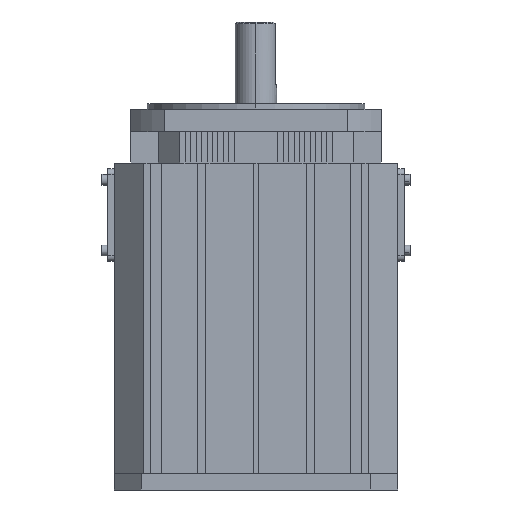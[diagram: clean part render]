
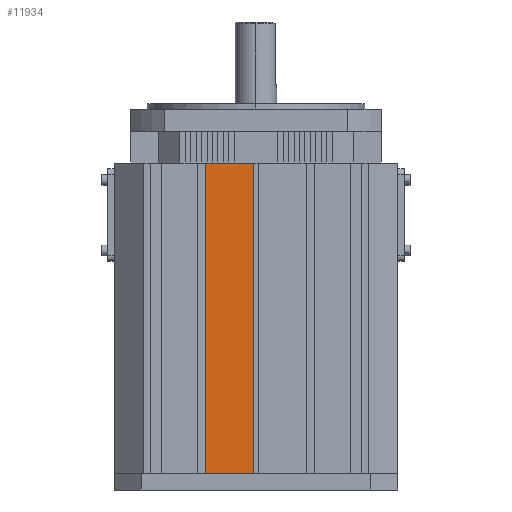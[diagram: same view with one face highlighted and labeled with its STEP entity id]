
A CAD part, front view. The second image highlights one B-rep face of the part: STEP entity #11934.
In plain terms, the highlighted planar face has unit normal (0, -1, 0).
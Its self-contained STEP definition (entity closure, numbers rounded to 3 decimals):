
#90 = VECTOR ( 'NONE', #10282, 1000. ) ;
#873 = LINE ( 'NONE', #13975, #9549 ) ;
#2669 = AXIS2_PLACEMENT_3D ( 'NONE', #16600, #25368, #18319 ) ;
#2950 = CARTESIAN_POINT ( 'NONE',  ( -2., -130.25, 0. ) ) ;
#3515 = LINE ( 'NONE', #16637, #90 ) ;
#6082 = VERTEX_POINT ( 'NONE', #24262 ) ;
#7073 = DIRECTION ( 'NONE',  ( 0., 0., 1. ) ) ;
#7723 = EDGE_LOOP ( 'NONE', ( #19150, #16074, #20760, #18652 ) ) ;
#9402 = CARTESIAN_POINT ( 'NONE',  ( -46., -130.25, 285. ) ) ;
#9412 = CARTESIAN_POINT ( 'NONE',  ( 0., -130.25, 0. ) ) ;
#9549 = VECTOR ( 'NONE', #24609, 1000. ) ;
#10282 = DIRECTION ( 'NONE',  ( 0., 0., 1. ) ) ;
#11263 = VERTEX_POINT ( 'NONE', #2950 ) ;
#11276 = LINE ( 'NONE', #9402, #26158 ) ;
#11494 = CARTESIAN_POINT ( 'NONE',  ( -46., -130.25, 285. ) ) ;
#11934 = ADVANCED_FACE ( 'NONE', ( #22914 ), #11993, .F. ) ;
#11993 = PLANE ( 'NONE',  #2669 ) ;
#13041 = EDGE_CURVE ( 'NONE', #23852, #24662, #11276, .T. ) ;
#13975 = CARTESIAN_POINT ( 'NONE',  ( 0., -130.25, 285. ) ) ;
#14553 = VECTOR ( 'NONE', #27418, 1000. ) ;
#16074 = ORIENTED_EDGE ( 'NONE', *, *, #28470, .T. ) ;
#16600 = CARTESIAN_POINT ( 'NONE',  ( 0., -130.25, 285. ) ) ;
#16637 = CARTESIAN_POINT ( 'NONE',  ( -2., -130.25, 285. ) ) ;
#18319 = DIRECTION ( 'NONE',  ( 0., 0., 1. ) ) ;
#18652 = ORIENTED_EDGE ( 'NONE', *, *, #22016, .F. ) ;
#19150 = ORIENTED_EDGE ( 'NONE', *, *, #13041, .F. ) ;
#20760 = ORIENTED_EDGE ( 'NONE', *, *, #27104, .T. ) ;
#20780 = LINE ( 'NONE', #9412, #14553 ) ;
#22016 = EDGE_CURVE ( 'NONE', #24662, #6082, #873, .T. ) ;
#22914 = FACE_OUTER_BOUND ( 'NONE', #7723, .T. ) ;
#23852 = VERTEX_POINT ( 'NONE', #26995 ) ;
#24262 = CARTESIAN_POINT ( 'NONE',  ( -2., -130.25, 285. ) ) ;
#24609 = DIRECTION ( 'NONE',  ( 1., 0., 0. ) ) ;
#24662 = VERTEX_POINT ( 'NONE', #11494 ) ;
#25368 = DIRECTION ( 'NONE',  ( 0., 1., 0. ) ) ;
#26158 = VECTOR ( 'NONE', #7073, 1000. ) ;
#26995 = CARTESIAN_POINT ( 'NONE',  ( -46., -130.25, 0. ) ) ;
#27104 = EDGE_CURVE ( 'NONE', #11263, #6082, #3515, .T. ) ;
#27418 = DIRECTION ( 'NONE',  ( 1., 0., 0. ) ) ;
#28470 = EDGE_CURVE ( 'NONE', #23852, #11263, #20780, .T. ) ;
